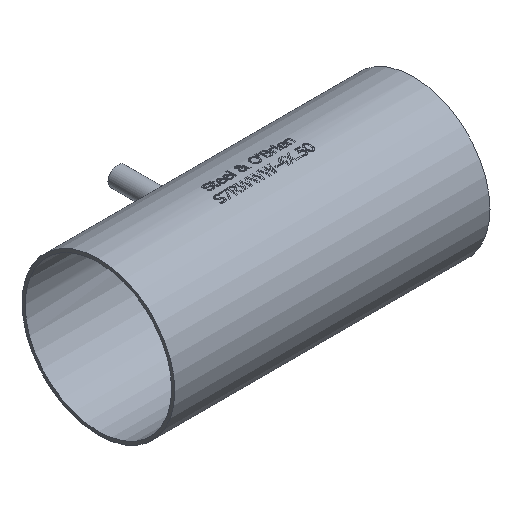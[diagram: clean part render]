
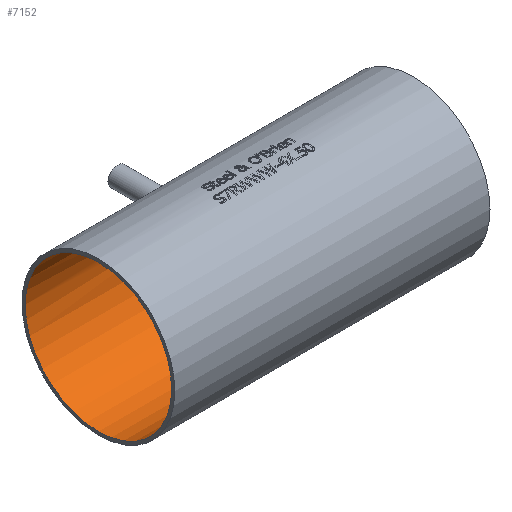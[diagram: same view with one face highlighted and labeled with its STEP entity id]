
A CAD part, isometric view. The second image highlights one B-rep face of the part: STEP entity #7152.
In plain terms, the highlighted cylindrical face has radius 48.692 mm (diameter 97.384 mm), a full revolution.
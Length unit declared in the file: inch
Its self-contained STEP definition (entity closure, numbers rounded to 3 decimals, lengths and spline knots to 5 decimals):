
#146=FACE_BOUND('',#1325,.T.);
#147=FACE_BOUND('',#1326,.T.);
#148=FACE_BOUND('',#1327,.T.);
#1325=EDGE_LOOP('',(#6685));
#1326=EDGE_LOOP('',(#6686));
#1327=EDGE_LOOP('',(#6687));
#2477=CIRCLE('',#7587,1.917);
#2478=CIRCLE('',#7588,1.917);
#2815=B_SPLINE_CURVE_WITH_KNOTS('',3,(#15316,#15317,#15318,#15319,#15320,
#15321,#15322,#15323,#15324,#15325,#15326,#15327,#15328,#15329,#15330,#15331,
#15332,#15333,#15334,#15335,#15336,#15337,#15338,#15339,#15340,#15341,#15342,
#15343,#15344,#15345,#15346,#15347,#15348,#15349),.UNSPECIFIED.,.T.,.F.,
(4,2,2,2,2,2,2,2,2,2,2,2,2,2,2,2,4),(0.,0.17712,0.35425,
0.53137,0.70849,0.88562,1.06274,
1.23986,1.41699,1.59411,1.77123,1.94836,
2.12548,2.3026,2.47973,2.65685,2.83397),
 .UNSPECIFIED.);
#3520=VERTEX_POINT('',#15315);
#3521=VERTEX_POINT('',#15351);
#3522=VERTEX_POINT('',#15353);
#4577=EDGE_CURVE('',#3520,#3520,#2815,.T.);
#4578=EDGE_CURVE('',#3521,#3521,#2477,.T.);
#4579=EDGE_CURVE('',#3522,#3522,#2478,.T.);
#6685=ORIENTED_EDGE('',*,*,#4577,.T.);
#6686=ORIENTED_EDGE('',*,*,#4578,.F.);
#6687=ORIENTED_EDGE('',*,*,#4579,.F.);
#6734=CYLINDRICAL_SURFACE('',#7586,1.917);
#7152=ADVANCED_FACE('',(#146,#147,#148),#6734,.F.);
#7586=AXIS2_PLACEMENT_3D('',#15350,#8961,#8962);
#7587=AXIS2_PLACEMENT_3D('',#15352,#8963,#8964);
#7588=AXIS2_PLACEMENT_3D('',#15354,#8965,#8966);
#8961=DIRECTION('center_axis',(-1.,0.,0.));
#8962=DIRECTION('ref_axis',(0.,0.,1.));
#8963=DIRECTION('center_axis',(1.,0.,0.));
#8964=DIRECTION('ref_axis',(0.,0.,1.));
#8965=DIRECTION('center_axis',(-1.,0.,0.));
#8966=DIRECTION('ref_axis',(0.,0.,1.));
#15315=CARTESIAN_POINT('',(0.,1.90805,0.185));
#15316=CARTESIAN_POINT('Ctrl Pts',(0.,1.90805,
0.185));
#15317=CARTESIAN_POINT('Ctrl Pts',(0.02324,1.90805,
0.185));
#15318=CARTESIAN_POINT('Ctrl Pts',(0.04803,1.90852,
0.18035));
#15319=CARTESIAN_POINT('Ctrl Pts',(0.0936,1.91021,
0.16147));
#15320=CARTESIAN_POINT('Ctrl Pts',(0.1144,1.91141,0.14723));
#15321=CARTESIAN_POINT('Ctrl Pts',(0.14723,1.91365,0.1144));
#15322=CARTESIAN_POINT('Ctrl Pts',(0.16147,1.91485,0.0936));
#15323=CARTESIAN_POINT('Ctrl Pts',(0.18035,1.91653,0.04803));
#15324=CARTESIAN_POINT('Ctrl Pts',(0.185,1.917,0.02324));
#15325=CARTESIAN_POINT('Ctrl Pts',(0.185,1.917,-0.02324));
#15326=CARTESIAN_POINT('Ctrl Pts',(0.18035,1.91653,-0.04803));
#15327=CARTESIAN_POINT('Ctrl Pts',(0.16147,1.91485,-0.0936));
#15328=CARTESIAN_POINT('Ctrl Pts',(0.14723,1.91365,-0.1144));
#15329=CARTESIAN_POINT('Ctrl Pts',(0.1144,1.91141,-0.14723));
#15330=CARTESIAN_POINT('Ctrl Pts',(0.0936,1.91021,
-0.16147));
#15331=CARTESIAN_POINT('Ctrl Pts',(0.04803,1.90852,
-0.18035));
#15332=CARTESIAN_POINT('Ctrl Pts',(0.02324,1.90805,
-0.185));
#15333=CARTESIAN_POINT('Ctrl Pts',(-0.02324,1.90805,-0.185));
#15334=CARTESIAN_POINT('Ctrl Pts',(-0.04803,1.90852,
-0.18035));
#15335=CARTESIAN_POINT('Ctrl Pts',(-0.0936,1.91021,
-0.16147));
#15336=CARTESIAN_POINT('Ctrl Pts',(-0.1144,1.91141,
-0.14723));
#15337=CARTESIAN_POINT('Ctrl Pts',(-0.14723,1.91365,
-0.1144));
#15338=CARTESIAN_POINT('Ctrl Pts',(-0.16147,1.91485,
-0.0936));
#15339=CARTESIAN_POINT('Ctrl Pts',(-0.18035,1.91653,
-0.04803));
#15340=CARTESIAN_POINT('Ctrl Pts',(-0.185,1.917,-0.02324));
#15341=CARTESIAN_POINT('Ctrl Pts',(-0.185,1.917,0.02324));
#15342=CARTESIAN_POINT('Ctrl Pts',(-0.18035,1.91653,
0.04803));
#15343=CARTESIAN_POINT('Ctrl Pts',(-0.16147,1.91485,
0.0936));
#15344=CARTESIAN_POINT('Ctrl Pts',(-0.14723,1.91365,
0.1144));
#15345=CARTESIAN_POINT('Ctrl Pts',(-0.1144,1.91141,
0.14723));
#15346=CARTESIAN_POINT('Ctrl Pts',(-0.0936,1.91021,
0.16147));
#15347=CARTESIAN_POINT('Ctrl Pts',(-0.04803,1.90852,
0.18035));
#15348=CARTESIAN_POINT('Ctrl Pts',(-0.02324,1.90805,
0.185));
#15349=CARTESIAN_POINT('Ctrl Pts',(0.,1.90805,
0.185));
#15350=CARTESIAN_POINT('Origin',(4.125,0.,0.));
#15351=CARTESIAN_POINT('',(-4.125,0.,-1.917));
#15352=CARTESIAN_POINT('Origin',(-4.125,0.,0.));
#15353=CARTESIAN_POINT('',(4.125,0.,-1.917));
#15354=CARTESIAN_POINT('Origin',(4.125,0.,0.));
